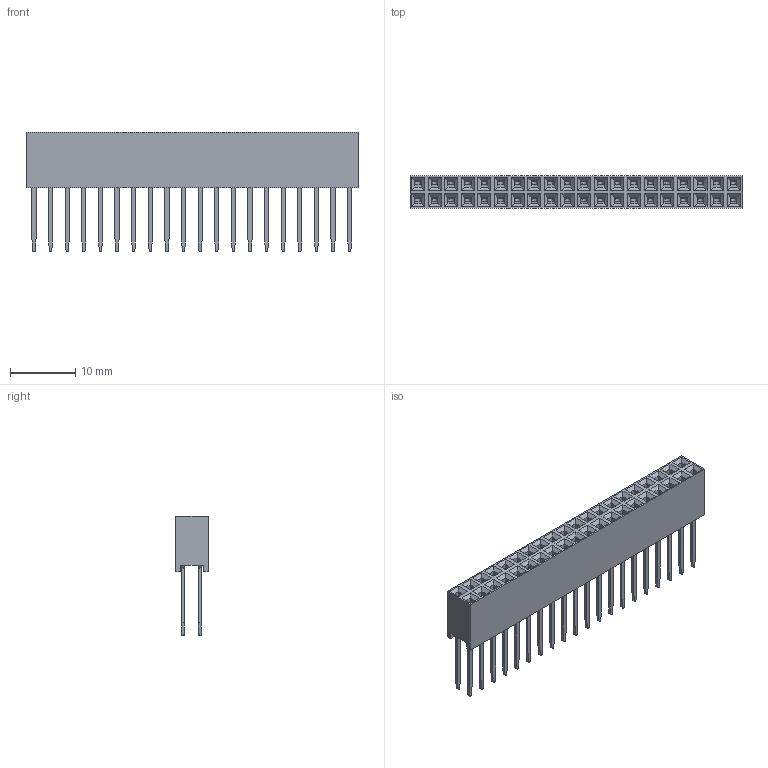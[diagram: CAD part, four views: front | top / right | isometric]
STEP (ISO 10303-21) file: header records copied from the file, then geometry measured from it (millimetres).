
FILE_DESCRIPTION (( 'STEP AP214' ), '1' );
FILE_NAME ('20x2Header_FEMALE.STEP', '2016-01-18T21:35:23', ( 'College of Engineering' ), ( 'University of Wisconsin-Madison' ), 'SwSTEP 2.0', 'SolidWorks 2015', '' );
FILE_SCHEMA (( 'AUTOMOTIVE_DESIGN' ));
Length unit declared in the file: inch
Products named in the file (3): 960240-6202-AR Pin; 960240-6202-AR Body; 20x2Header_FEMALE
Assembly tree (41 placements, depth 2):
  20x2Header_FEMALE
    960240-6202-AR Body
    960240-6202-AR Pin  x40
Bounding box: 50.75 x 5 x 18.29 mm (x, y, z)
Volume: 1748.4 mm3; surface area: 4811.1 mm2
Topology: 41 solids, 41 shells, 1550 faces, 4304 edges, 2816 vertices
Faces by surface type: plane 1030, cylinder 400, bspline 120
Entity records: 18555 total; most frequent: CARTESIAN_POINT 3307, ORIENTED_EDGE 3226, DIRECTION 2859, EDGE_CURVE 1613, LINE 1587, VECTOR 1587, VERTEX_POINT 1022, AXIS2_PLACEMENT_3D 636
